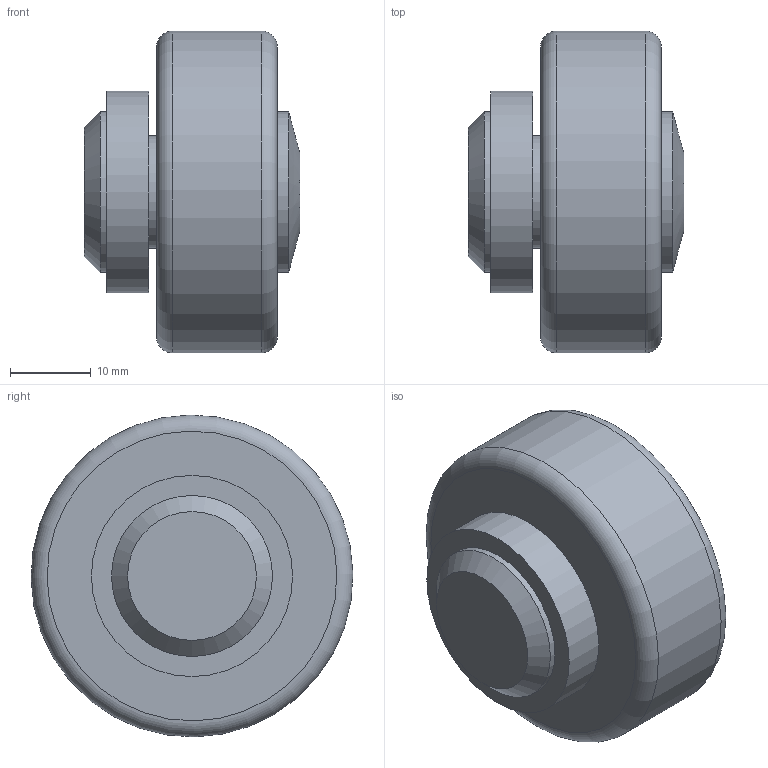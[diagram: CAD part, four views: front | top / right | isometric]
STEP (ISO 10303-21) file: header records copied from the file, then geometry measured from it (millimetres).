
FILE_DESCRIPTION((''),'2;1');
FILE_NAME('ALFATEC_AS 040.3600.stp','2013-10-01T10:24:52',('hipp'),(''),'Autodesk Inventor 2013','Autodesk Inventor 2013','');
FILE_SCHEMA(('CONFIG_CONTROL_DESIGN'));
Length unit declared in the file: millimetre
Products named in the file (1): ALFA-Speed AS 040.3800_Konturvereinfachung
Bounding box: 26.8 x 40 x 40 mm (x, y, z)
Volume: 22797.3 mm3; surface area: 5498.8 mm2
Topology: 1 solids, 1 shells, 15 faces, 24 edges, 15 vertices
Faces by surface type: plane 6, cylinder 5, cone 2, torus 2
Full cylindrical faces by diameter (mm): 14 x1, 20 x2, 25 x1, 40 x1
Entity records: 356 total; most frequent: DIRECTION 60, CARTESIAN_POINT 44, AXIS2_PLACEMENT_3D 30, ORIENTED_EDGE 28, EDGE_LOOP 28, STYLED_ITEM 16, FACE_OUTER_BOUND 15, ADVANCED_FACE 15
